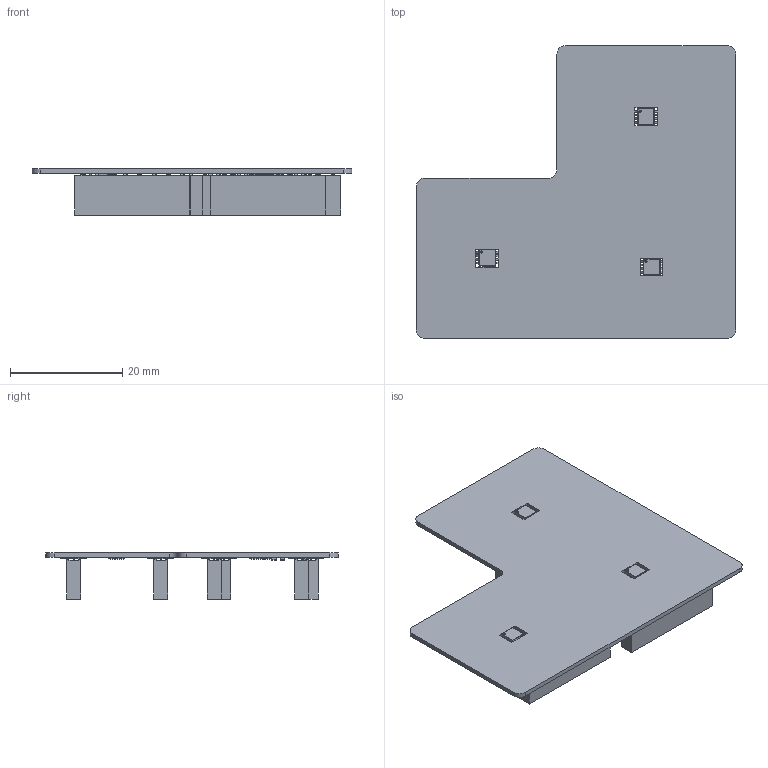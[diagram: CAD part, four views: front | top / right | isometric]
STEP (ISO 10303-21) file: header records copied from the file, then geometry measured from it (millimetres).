
FILE_DESCRIPTION(('KiCad electronic assembly'),'2;1');
FILE_NAME('perovskite_contact_board.step','2022-11-18T02:05:43',( 'An Author'),('A Company'),'Open CASCADE STEP processor 7.5', 'KiCad to STEP converter','Unknown');
FILE_SCHEMA(('AUTOMOTIVE_DESIGN { 1 0 10303 214 1 1 1 1 }'));
Length unit declared in the file: millimetre
Products named in the file (10): Open CASCADE STEP translator 7.5 1; R_0603_1608Metric; SOLID; PinSocket_1x08_P2.54mm_Vertical_SMD_Pin1Left; MCP9801-M_MS; COMPOUND; PinSocket_1x08_P2.54mm_Vertical_SMD_Pin1Right
Assembly tree (16 placements, depth 3):
  Open CASCADE STEP translator 7.5 1
    R_0603_1608Metric  x2
      SOLID
    PinSocket_1x08_P2.54mm_Vertical_SMD_Pin1Left  x5
      SOLID
    MCP9801-M_MS  x3
      COMPOUND
    PinSocket_1x08_P2.54mm_Vertical_SMD_Pin1Right
      SOLID
    COMPOUND
Bounding box: 57 x 52.2 x 8.25 mm (x, y, z)
Volume: 3987.6 mm3; surface area: 8594.8 mm2
Topology: 36 solids, 36 shells, 2202 faces, 5509 edges, 3526 vertices
Faces by surface type: plane 1937, cylinder 265
Full cylindrical faces by diameter (mm): 0.375 x3
Entity records: 51876 total; most frequent: CARTESIAN_POINT 8428, DIRECTION 7341, LINE 5345, VECTOR 5345, ORIENTED_EDGE 3814, PCURVE 3814, DEFINITIONAL_REPRESENTATION 3814, EDGE_CURVE 1907
